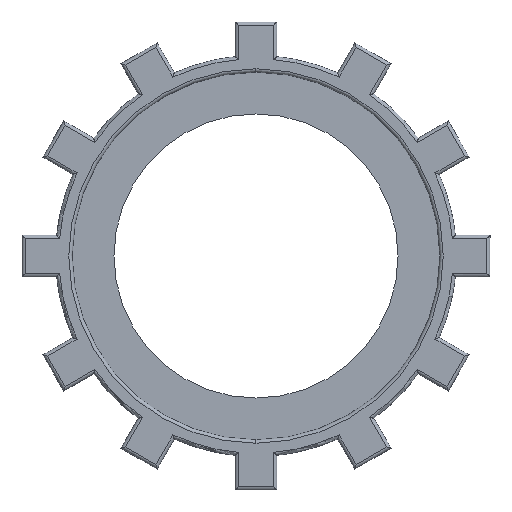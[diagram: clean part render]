
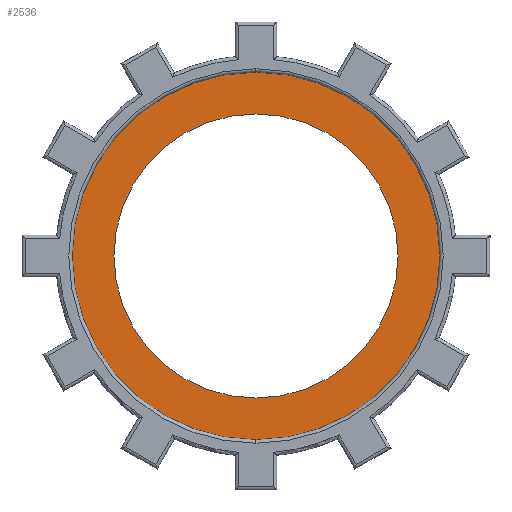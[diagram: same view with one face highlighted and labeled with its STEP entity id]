
A CAD part, front view. The second image highlights one B-rep face of the part: STEP entity #2536.
In plain terms, the highlighted planar face has unit normal (0, -1, 0).
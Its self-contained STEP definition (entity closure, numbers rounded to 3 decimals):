
#130 = FACE_BOUND ( 'NONE', #696, .T. ) ;
#271 = DIRECTION ( 'NONE',  ( 0., 0., -1. ) ) ;
#367 = VERTEX_POINT ( 'NONE', #503 ) ;
#503 = CARTESIAN_POINT ( 'NONE',  ( 0., 7., -11. ) ) ;
#528 = CARTESIAN_POINT ( 'NONE',  ( 0., 7., 0. ) ) ;
#542 = CARTESIAN_POINT ( 'NONE',  ( 0., 7., 0. ) ) ;
#582 = CARTESIAN_POINT ( 'NONE',  ( 0., 7., -8.5 ) ) ;
#634 = CARTESIAN_POINT ( 'NONE',  ( 0., 7., 8.5 ) ) ;
#696 = EDGE_LOOP ( 'NONE', ( #3790, #831 ) ) ;
#831 = ORIENTED_EDGE ( 'NONE', *, *, #3459, .F. ) ;
#905 = FACE_OUTER_BOUND ( 'NONE', #2824, .T. ) ;
#928 = VERTEX_POINT ( 'NONE', #634 ) ;
#938 = CARTESIAN_POINT ( 'NONE',  ( 0., 7., 0. ) ) ;
#1004 = CIRCLE ( 'NONE', #1237, 11. ) ;
#1087 = ORIENTED_EDGE ( 'NONE', *, *, #2448, .T. ) ;
#1217 = DIRECTION ( 'NONE',  ( 0., 0., -1. ) ) ;
#1237 = AXIS2_PLACEMENT_3D ( 'NONE', #528, #1577, #1217 ) ;
#1281 = DIRECTION ( 'NONE',  ( 0., -1., 0. ) ) ;
#1306 = CIRCLE ( 'NONE', #2558, 8.5 ) ;
#1392 = VERTEX_POINT ( 'NONE', #582 ) ;
#1395 = CIRCLE ( 'NONE', #4129, 8.5 ) ;
#1448 = EDGE_CURVE ( 'NONE', #1392, #928, #1395, .T. ) ;
#1577 = DIRECTION ( 'NONE',  ( 0., -1., 0. ) ) ;
#1620 = DIRECTION ( 'NONE',  ( 0., 0., -1. ) ) ;
#1931 = PLANE ( 'NONE',  #3478 ) ;
#2196 = CIRCLE ( 'NONE', #2615, 11. ) ;
#2349 = DIRECTION ( 'NONE',  ( 0., -1., 0. ) ) ;
#2448 = EDGE_CURVE ( 'NONE', #2977, #367, #1004, .T. ) ;
#2536 = ADVANCED_FACE ( 'NONE', ( #130, #905 ), #1931, .F. ) ;
#2558 = AXIS2_PLACEMENT_3D ( 'NONE', #542, #3971, #2907 ) ;
#2615 = AXIS2_PLACEMENT_3D ( 'NONE', #2988, #2349, #271 ) ;
#2824 = EDGE_LOOP ( 'NONE', ( #3085, #1087 ) ) ;
#2907 = DIRECTION ( 'NONE',  ( 0., 0., -1. ) ) ;
#2977 = VERTEX_POINT ( 'NONE', #3047 ) ;
#2988 = CARTESIAN_POINT ( 'NONE',  ( 0., 7., 0. ) ) ;
#3047 = CARTESIAN_POINT ( 'NONE',  ( 0., 7., 11. ) ) ;
#3085 = ORIENTED_EDGE ( 'NONE', *, *, #4098, .T. ) ;
#3280 = CARTESIAN_POINT ( 'NONE',  ( -11., 7., 0. ) ) ;
#3300 = DIRECTION ( 'NONE',  ( 0., 0., 1. ) ) ;
#3459 = EDGE_CURVE ( 'NONE', #928, #1392, #1306, .T. ) ;
#3478 = AXIS2_PLACEMENT_3D ( 'NONE', #3280, #4341, #3300 ) ;
#3790 = ORIENTED_EDGE ( 'NONE', *, *, #1448, .F. ) ;
#3971 = DIRECTION ( 'NONE',  ( 0., -1., 0. ) ) ;
#4098 = EDGE_CURVE ( 'NONE', #367, #2977, #2196, .T. ) ;
#4129 = AXIS2_PLACEMENT_3D ( 'NONE', #938, #1281, #1620 ) ;
#4341 = DIRECTION ( 'NONE',  ( 0., 1., 0. ) ) ;
